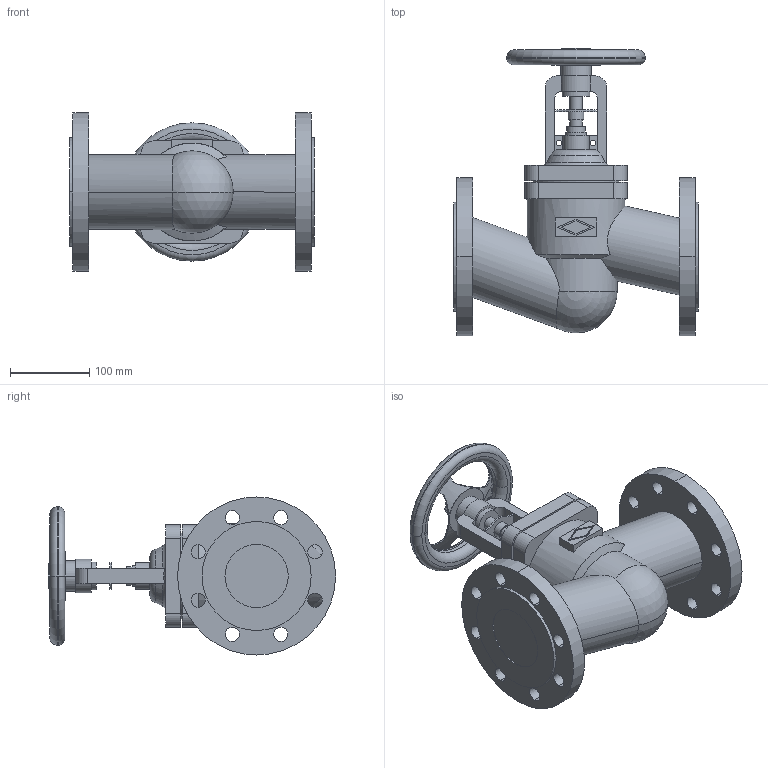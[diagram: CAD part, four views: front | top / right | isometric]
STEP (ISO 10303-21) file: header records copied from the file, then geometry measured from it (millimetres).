
FILE_DESCRIPTION(('OneSpaceDesigner STEP Export'),'2;1');
FILE_NAME('c000003702.stp','2009-06-16T11:39:51',(''),(''),'OneSpace Designer STEP processor for AP214 (Solid Model)','OneSpace Modeling 15.50B 03-Nov-2007 (C) CoCreate Software GmbH','');
FILE_SCHEMA(('AUTOMOTIVE_DESIGN { 1 0 10303 214 1 1 1 1 }'));
Length unit declared in the file: millimetre
Products named in the file (2): 1
Assembly tree (1 placements, depth 2):
  1
    1
Bounding box: 310 x 363.5 x 200 mm (x, y, z)
Volume: 5163942.7 mm3; surface area: 382843.2 mm2
Topology: 1 solids, 1 shells, 214 faces, 578 edges, 379 vertices
Faces by surface type: cylinder 109, plane 79, torus 14, cone 10, sphere 2
Entity records: 11729 total; most frequent: CARTESIAN_POINT 4982, ORIENTED_EDGE 1152, DIRECTION 909, EDGE_CURVE 576, VERTEX_POINT 379, AXIS2_PLACEMENT_3D 331, EDGE_LOOP 275, VECTOR 247
